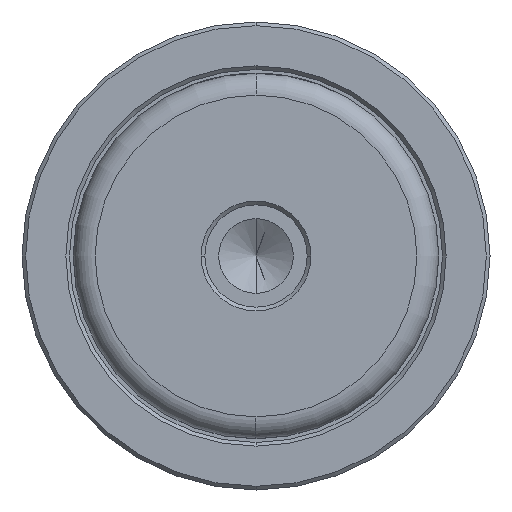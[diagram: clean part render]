
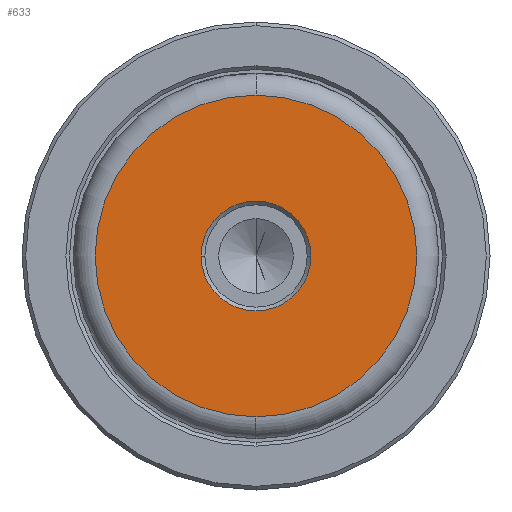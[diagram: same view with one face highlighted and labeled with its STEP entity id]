
A CAD part, left-side view. The second image highlights one B-rep face of the part: STEP entity #633.
In plain terms, the highlighted planar face has unit normal (-1, 0, 0).
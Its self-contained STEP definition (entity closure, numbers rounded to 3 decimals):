
#49 = ORIENTED_EDGE ( 'NONE', *, *, #1531, .T. ) ;
#80 = AXIS2_PLACEMENT_3D ( 'NONE', #1929, #712, #2135 ) ;
#93 = DIRECTION ( 'NONE',  ( 0., 0., 1. ) ) ;
#204 = AXIS2_PLACEMENT_3D ( 'NONE', #1127, #2527, #1334 ) ;
#228 = CARTESIAN_POINT ( 'NONE',  ( 0., 0., 0. ) ) ;
#279 = EDGE_CURVE ( 'NONE', #1798, #490, #2292, .T. ) ;
#485 = DIRECTION ( 'NONE',  ( 0., 0., 1. ) ) ;
#490 = VERTEX_POINT ( 'NONE', #1868 ) ;
#628 = FACE_OUTER_BOUND ( 'NONE', #2455, .T. ) ;
#633 = ADVANCED_FACE ( 'NONE', ( #1320, #628 ), #702, .T. ) ;
#637 = EDGE_CURVE ( 'NONE', #490, #1798, #2252, .T. ) ;
#702 = PLANE ( 'NONE',  #204 ) ;
#712 = DIRECTION ( 'NONE',  ( 1., 0., 0. ) ) ;
#765 = CARTESIAN_POINT ( 'NONE',  ( 0., -7.5, 0. ) ) ;
#1043 = EDGE_LOOP ( 'NONE', ( #1475, #2221 ) ) ;
#1072 = DIRECTION ( 'NONE',  ( -1., 0., 0. ) ) ;
#1127 = CARTESIAN_POINT ( 'NONE',  ( 0., 0., 0. ) ) ;
#1225 = CIRCLE ( 'NONE', #2316, 21.997 ) ;
#1320 = FACE_BOUND ( 'NONE', #1043, .T. ) ;
#1325 = CARTESIAN_POINT ( 'NONE',  ( 0., 0., 21.997 ) ) ;
#1334 = DIRECTION ( 'NONE',  ( 0., 0., 1. ) ) ;
#1340 = DIRECTION ( 'NONE',  ( -1., 0., 0. ) ) ;
#1417 = AXIS2_PLACEMENT_3D ( 'NONE', #2532, #1340, #93 ) ;
#1475 = ORIENTED_EDGE ( 'NONE', *, *, #279, .T. ) ;
#1531 = EDGE_CURVE ( 'NONE', #1961, #1607, #1225, .T. ) ;
#1607 = VERTEX_POINT ( 'NONE', #1895 ) ;
#1661 = DIRECTION ( 'NONE',  ( 1., 0., 0. ) ) ;
#1798 = VERTEX_POINT ( 'NONE', #765 ) ;
#1803 = CIRCLE ( 'NONE', #1417, 21.997 ) ;
#1868 = CARTESIAN_POINT ( 'NONE',  ( 0., 7.5, 0. ) ) ;
#1894 = AXIS2_PLACEMENT_3D ( 'NONE', #228, #1661, #485 ) ;
#1895 = CARTESIAN_POINT ( 'NONE',  ( 0., 0., -21.997 ) ) ;
#1929 = CARTESIAN_POINT ( 'NONE',  ( 0., 0., 0. ) ) ;
#1961 = VERTEX_POINT ( 'NONE', #1325 ) ;
#2015 = EDGE_CURVE ( 'NONE', #1607, #1961, #1803, .T. ) ;
#2047 = ORIENTED_EDGE ( 'NONE', *, *, #2015, .T. ) ;
#2135 = DIRECTION ( 'NONE',  ( 0., 0., 1. ) ) ;
#2221 = ORIENTED_EDGE ( 'NONE', *, *, #637, .T. ) ;
#2252 = CIRCLE ( 'NONE', #80, 7.5 ) ;
#2288 = CARTESIAN_POINT ( 'NONE',  ( 0., 0., 0. ) ) ;
#2292 = CIRCLE ( 'NONE', #1894, 7.5 ) ;
#2316 = AXIS2_PLACEMENT_3D ( 'NONE', #2288, #1072, #2482 ) ;
#2455 = EDGE_LOOP ( 'NONE', ( #49, #2047 ) ) ;
#2482 = DIRECTION ( 'NONE',  ( 0., 0., 1. ) ) ;
#2527 = DIRECTION ( 'NONE',  ( -1., 0., 0. ) ) ;
#2532 = CARTESIAN_POINT ( 'NONE',  ( 0., 0., 0. ) ) ;
